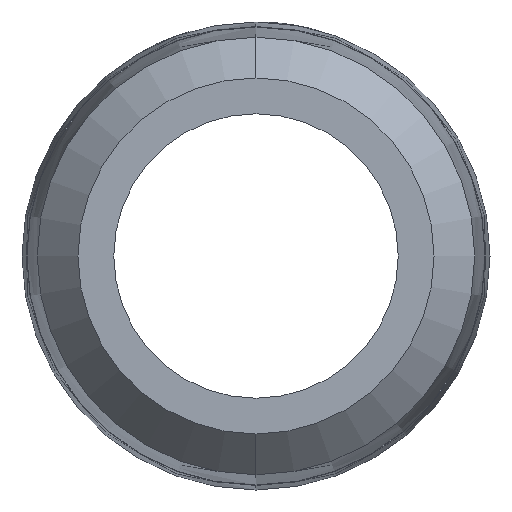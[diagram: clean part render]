
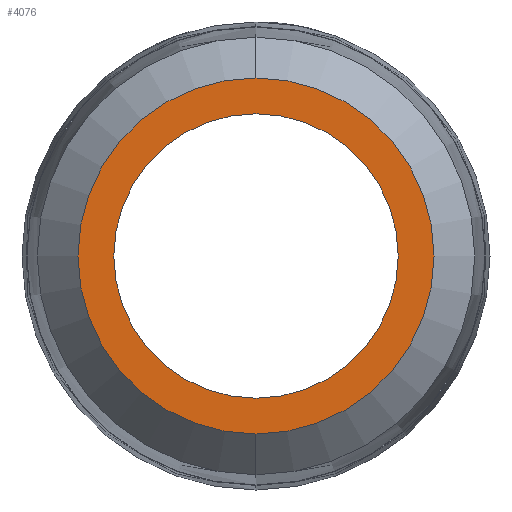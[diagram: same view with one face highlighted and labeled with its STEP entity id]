
A CAD part, left-side view. The second image highlights one B-rep face of the part: STEP entity #4076.
In plain terms, the highlighted planar face has unit normal (-1, 0, 0).
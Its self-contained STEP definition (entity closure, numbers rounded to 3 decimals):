
#1072 = EDGE_LOOP ( 'NONE', ( #5080, #9761 ) ) ;
#1802 = DIRECTION ( 'NONE',  ( 0., 0., -1. ) ) ;
#1884 = AXIS2_PLACEMENT_3D ( 'NONE', #13888, #6846, #12647 ) ;
#1966 = AXIS2_PLACEMENT_3D ( 'NONE', #4260, #5508, #1802 ) ;
#3920 = CARTESIAN_POINT ( 'NONE',  ( -20., 0., 3.88 ) ) ;
#4076 = ADVANCED_FACE ( 'NONE', ( #10224, #10025 ), #10151, .F. ) ;
#4260 = CARTESIAN_POINT ( 'NONE',  ( -20., 3.1, 0. ) ) ;
#4759 = EDGE_LOOP ( 'NONE', ( #13943, #12266 ) ) ;
#5080 = ORIENTED_EDGE ( 'NONE', *, *, #13740, .F. ) ;
#5217 = CIRCLE ( 'NONE', #14284, 3.1 ) ;
#5508 = DIRECTION ( 'NONE',  ( 1., 0., 0. ) ) ;
#6435 = EDGE_CURVE ( 'NONE', #13621, #10984, #9347, .T. ) ;
#6846 = DIRECTION ( 'NONE',  ( -1., 0., 0. ) ) ;
#7533 = VERTEX_POINT ( 'NONE', #14768 ) ;
#7628 = DIRECTION ( 'NONE',  ( -1., 0., 0. ) ) ;
#7960 = VERTEX_POINT ( 'NONE', #10523 ) ;
#8224 = CARTESIAN_POINT ( 'NONE',  ( -20., 0., -3.88 ) ) ;
#8684 = DIRECTION ( 'NONE',  ( -1., 0., 0. ) ) ;
#9333 = CIRCLE ( 'NONE', #14582, 3.1 ) ;
#9347 = CIRCLE ( 'NONE', #12153, 3.88 ) ;
#9679 = DIRECTION ( 'NONE',  ( -1., 0., 0. ) ) ;
#9761 = ORIENTED_EDGE ( 'NONE', *, *, #13557, .F. ) ;
#9810 = CARTESIAN_POINT ( 'NONE',  ( -20., 0., 0. ) ) ;
#9996 = DIRECTION ( 'NONE',  ( 0., 0., 1. ) ) ;
#10025 = FACE_OUTER_BOUND ( 'NONE', #4759, .T. ) ;
#10151 = PLANE ( 'NONE',  #1966 ) ;
#10224 = FACE_BOUND ( 'NONE', #1072, .T. ) ;
#10523 = CARTESIAN_POINT ( 'NONE',  ( -20., 0., -3.1 ) ) ;
#10984 = VERTEX_POINT ( 'NONE', #3920 ) ;
#12153 = AXIS2_PLACEMENT_3D ( 'NONE', #12242, #7628, #9996 ) ;
#12242 = CARTESIAN_POINT ( 'NONE',  ( -20., 0., 0. ) ) ;
#12266 = ORIENTED_EDGE ( 'NONE', *, *, #12988, .T. ) ;
#12647 = DIRECTION ( 'NONE',  ( 0., 0., 1. ) ) ;
#12988 = EDGE_CURVE ( 'NONE', #10984, #13621, #14336, .T. ) ;
#13437 = DIRECTION ( 'NONE',  ( 0., 0., 1. ) ) ;
#13557 = EDGE_CURVE ( 'NONE', #7960, #7533, #9333, .T. ) ;
#13621 = VERTEX_POINT ( 'NONE', #8224 ) ;
#13740 = EDGE_CURVE ( 'NONE', #7533, #7960, #5217, .T. ) ;
#13888 = CARTESIAN_POINT ( 'NONE',  ( -20., 0., 0. ) ) ;
#13943 = ORIENTED_EDGE ( 'NONE', *, *, #6435, .T. ) ;
#14284 = AXIS2_PLACEMENT_3D ( 'NONE', #9810, #8684, #13437 ) ;
#14335 = DIRECTION ( 'NONE',  ( 0., 0., 1. ) ) ;
#14336 = CIRCLE ( 'NONE', #1884, 3.88 ) ;
#14392 = CARTESIAN_POINT ( 'NONE',  ( -20., 0., 0. ) ) ;
#14582 = AXIS2_PLACEMENT_3D ( 'NONE', #14392, #9679, #14335 ) ;
#14768 = CARTESIAN_POINT ( 'NONE',  ( -20., 0., 3.1 ) ) ;
